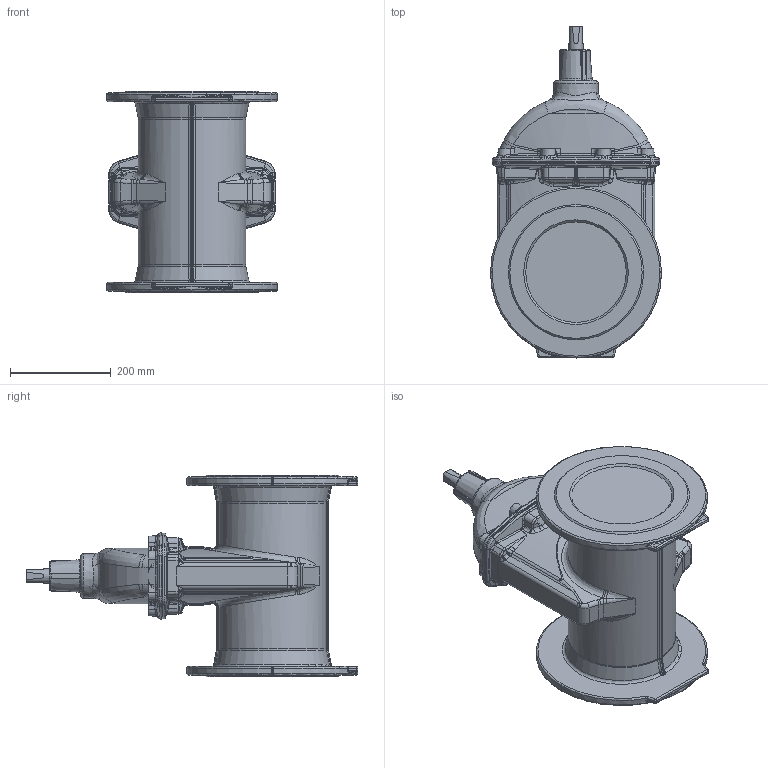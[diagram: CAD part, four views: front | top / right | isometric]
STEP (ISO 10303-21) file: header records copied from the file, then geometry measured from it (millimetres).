
FILE_DESCRIPTION (( 'STEP AP203' ), '1' );
FILE_NAME ('O_02_60_DN200.STEP', '2014-09-11T06:03:41', ( '' ), ( '' ), 'SwSTEP 2.0', 'SolidWorks 2012', '' );
FILE_SCHEMA (( 'CONFIG_CONTROL_DESIGN' ));
Length unit declared in the file: millimetre
Products named in the file (1): O_02_60_DN200
Bounding box: 339.99 x 660 x 400 mm (x, y, z)
Volume: 25174395 mm3; surface area: 831214.9 mm2
Topology: 1 solids, 1 shells, 1004 faces, 2337 edges, 1310 vertices
Faces by surface type: bspline 475, cylinder 186, plane 130, torus 107, cone 90, sphere 16
Full cylindrical faces by diameter (mm): 28 x1
Entity records: 44218 total; most frequent: CARTESIAN_POINT 25241, ORIENTED_EDGE 4578, DIRECTION 3200, EDGE_CURVE 2289, AXIS2_PLACEMENT_3D 1385, VERTEX_POINT 1306, EDGE_LOOP 1023, FACE_OUTER_BOUND 1009
